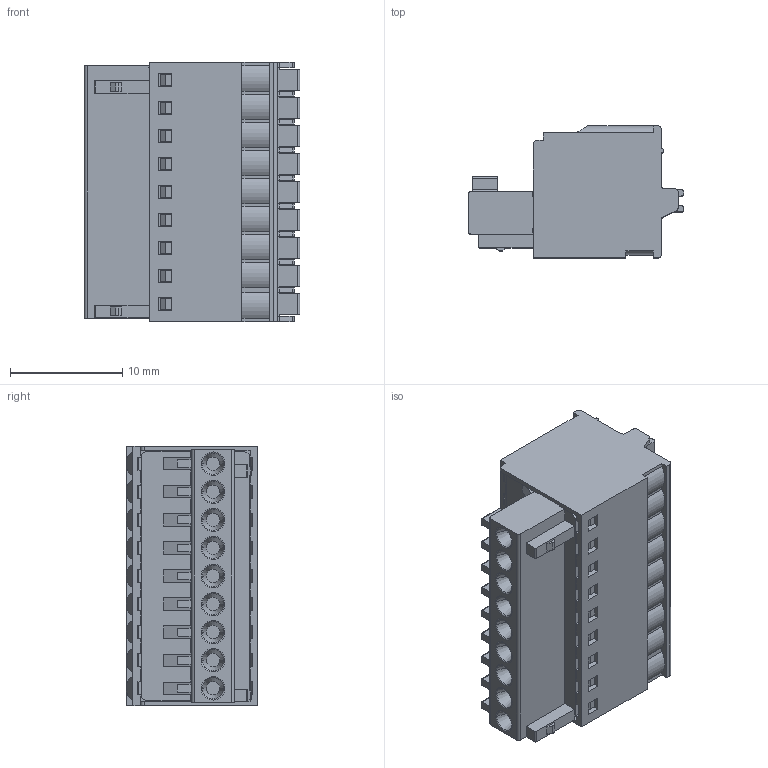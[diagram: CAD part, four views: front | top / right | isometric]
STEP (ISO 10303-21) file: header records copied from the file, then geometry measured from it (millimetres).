
FILE_DESCRIPTION((''),'2;1');
FILE_NAME('TLPS-006-03P','2024-09-14T',('sheji'),(''),'PRO/ENGINEER BY PARAMETRIC TECHNOLOGY CORPORATION, 2015240','PRO/ENGINEER BY PARAMETRIC TECHNOLOGY CORPORATION, 2015240','');
FILE_SCHEMA(('CONFIG_CONTROL_DESIGN'));
Length unit declared in the file: millimetre
Products named in the file (1): TLPS-006-03P
Bounding box: 19.2 x 11.75 x 23.1 mm (x, y, z)
Volume: 3241.9 mm3; surface area: 2710.8 mm2
Topology: 1 solids, 9 shells, 1029 faces, 2788 edges, 1840 vertices
Faces by surface type: plane 734, cylinder 223, cone 45, torus 18, sphere 9
Entity records: 32727 total; most frequent: CARTESIAN_POINT 6305, ORIENTED_EDGE 5576, DIRECTION 5359, EDGE_CURVE 2788, VECTOR 2167, LINE 2167, VERTEX_POINT 1840, AXIS2_PLACEMENT_3D 1596
